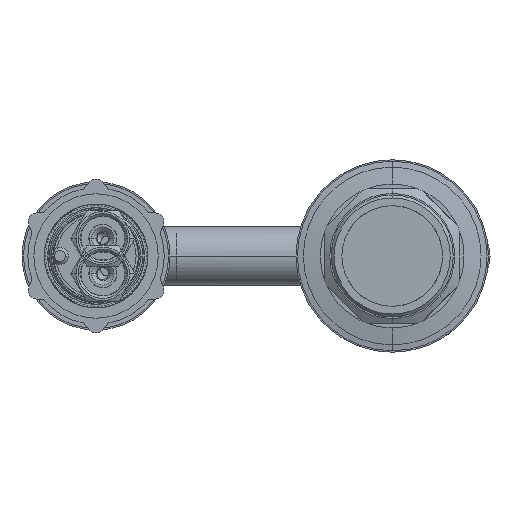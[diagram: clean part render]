
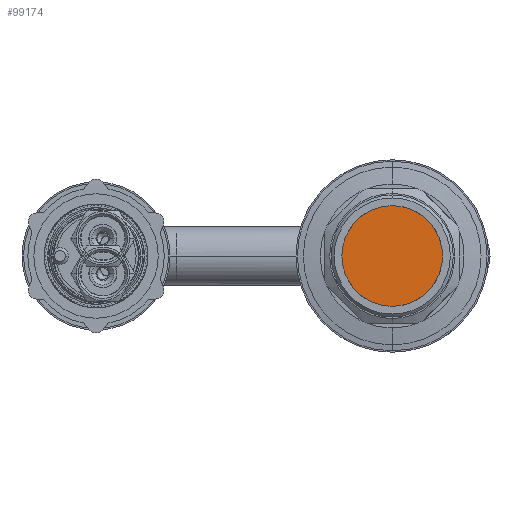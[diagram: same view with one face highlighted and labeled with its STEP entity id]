
A CAD part, front view. The second image highlights one B-rep face of the part: STEP entity #99174.
In plain terms, the highlighted planar face has unit normal (0, -1, 0).
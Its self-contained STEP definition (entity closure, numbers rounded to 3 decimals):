
#97526=CARTESIAN_POINT('',(0.,65.,0.));
#97527=DIRECTION('',(0.,1.,0.));
#97528=DIRECTION('',(1.,0.,0.));
#97529=AXIS2_PLACEMENT_3D('',#97526,#97527,#97528);
#97574=CARTESIAN_POINT('',(0.,65.,0.));
#97575=DIRECTION('',(0.,-1.,0.));
#97576=DIRECTION('',(1.,0.,0.));
#97577=AXIS2_PLACEMENT_3D('',#97574,#97575,#97576);
#98331=CARTESIAN_POINT('',(17.5,65.,0.));
#98332=CARTESIAN_POINT('',(-17.5,65.,0.));
#98333=VERTEX_POINT('',#98331);
#98334=VERTEX_POINT('',#98332);
#99165=CARTESIAN_POINT('',(0.,65.,0.));
#99166=DIRECTION('',(0.,-1.,0.));
#99167=DIRECTION('',(-1.,0.,0.));
#99168=AXIS2_PLACEMENT_3D('',#99165,#99166,#99167);
#99169=PLANE('',#99168);
#99170=ORIENTED_EDGE('',*,*,#99067,.T.);
#99171=ORIENTED_EDGE('',*,*,#99123,.F.);
#99172=EDGE_LOOP('',(#99170,#99171));
#99173=FACE_OUTER_BOUND('',#99172,.F.);
#99174=ADVANCED_FACE('',(#99173),#99169,.T.);
#97530=CIRCLE('',#97529,17.5);
#97578=CIRCLE('',#97577,17.5);
#99067=EDGE_CURVE('',#98333,#98334,#97530,.T.);
#99123=EDGE_CURVE('',#98333,#98334,#97578,.T.);
